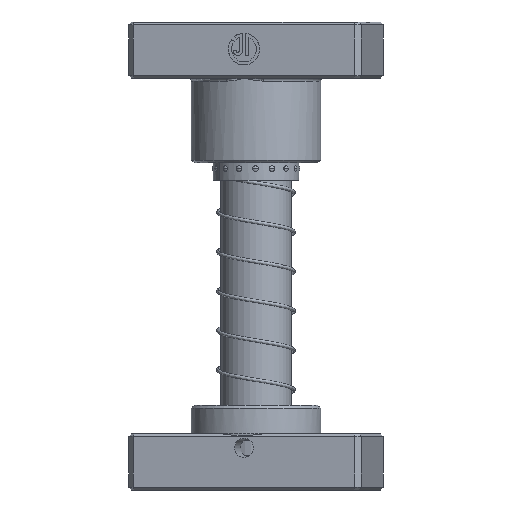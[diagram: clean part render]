
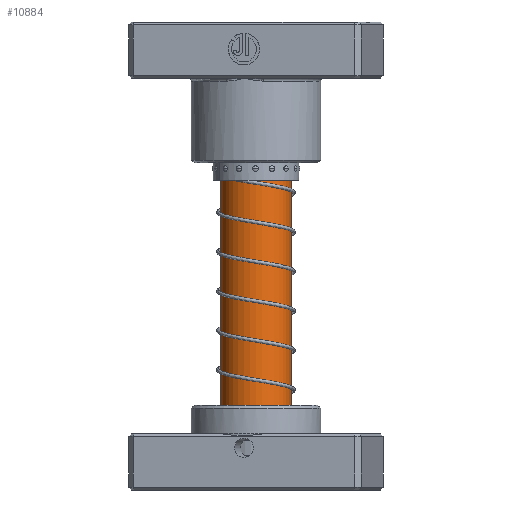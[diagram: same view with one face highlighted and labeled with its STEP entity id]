
A CAD part, front view. The second image highlights one B-rep face of the part: STEP entity #10884.
In plain terms, the highlighted cylindrical face has radius 12.5 mm (diameter 25 mm), a partial arc.
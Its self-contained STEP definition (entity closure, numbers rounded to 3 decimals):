
#2696 = DIRECTION ( 'NONE',  ( 1., 0., 0. ) ) ;
#2749 = VECTOR ( 'NONE', #34712, 1000. ) ;
#3578 = DIRECTION ( 'NONE',  ( 0., 0., -1. ) ) ;
#3680 = FACE_OUTER_BOUND ( 'NONE', #28550, .T. ) ;
#6559 = AXIS2_PLACEMENT_3D ( 'NONE', #15588, #31402, #25045 ) ;
#6700 = VERTEX_POINT ( 'NONE', #28382 ) ;
#7196 = AXIS2_PLACEMENT_3D ( 'NONE', #22193, #3578, #25309 ) ;
#10884 = ADVANCED_FACE ( 'NONE', ( #3680 ), #19269, .T. ) ;
#14029 = ORIENTED_EDGE ( 'NONE', *, *, #19405, .F. ) ;
#15588 = CARTESIAN_POINT ( 'NONE',  ( 0., 0., 140. ) ) ;
#15692 = ORIENTED_EDGE ( 'NONE', *, *, #37284, .F. ) ;
#19269 = CYLINDRICAL_SURFACE ( 'NONE', #6559, 12.5 ) ;
#19405 = EDGE_CURVE ( 'NONE', #6700, #36172, #31942, .T. ) ;
#19987 = EDGE_CURVE ( 'NONE', #39494, #36172, #26536, .T. ) ;
#21311 = DIRECTION ( 'NONE',  ( 0., 0., -1. ) ) ;
#21352 = CIRCLE ( 'NONE', #35768, 12.5 ) ;
#22193 = CARTESIAN_POINT ( 'NONE',  ( 0., 0., 19.25 ) ) ;
#22255 = VERTEX_POINT ( 'NONE', #34458 ) ;
#22995 = VECTOR ( 'NONE', #32740, 1000. ) ;
#25045 = DIRECTION ( 'NONE',  ( -1., 0., 0. ) ) ;
#25309 = DIRECTION ( 'NONE',  ( -1., 0., 0. ) ) ;
#26411 = CARTESIAN_POINT ( 'NONE',  ( 12.5, 0., 140. ) ) ;
#26536 = LINE ( 'NONE', #28645, #2749 ) ;
#28382 = CARTESIAN_POINT ( 'NONE',  ( 12.5, 0., 19.25 ) ) ;
#28550 = EDGE_LOOP ( 'NONE', ( #15692, #35351, #39693, #14029 ) ) ;
#28645 = CARTESIAN_POINT ( 'NONE',  ( -12.5, 0., 140. ) ) ;
#31402 = DIRECTION ( 'NONE',  ( 0., 0., -1. ) ) ;
#31942 = CIRCLE ( 'NONE', #7196, 12.5 ) ;
#32740 = DIRECTION ( 'NONE',  ( 0., 0., -1. ) ) ;
#33504 = CARTESIAN_POINT ( 'NONE',  ( -12.5, 0., 19.25 ) ) ;
#34458 = CARTESIAN_POINT ( 'NONE',  ( 12.5, 0., 137.5 ) ) ;
#34712 = DIRECTION ( 'NONE',  ( 0., 0., -1. ) ) ;
#35118 = EDGE_CURVE ( 'NONE', #22255, #39494, #21352, .T. ) ;
#35351 = ORIENTED_EDGE ( 'NONE', *, *, #35118, .T. ) ;
#35768 = AXIS2_PLACEMENT_3D ( 'NONE', #39885, #21311, #2696 ) ;
#36172 = VERTEX_POINT ( 'NONE', #33504 ) ;
#36239 = CARTESIAN_POINT ( 'NONE',  ( -12.5, 0., 137.5 ) ) ;
#37284 = EDGE_CURVE ( 'NONE', #22255, #6700, #39456, .T. ) ;
#39456 = LINE ( 'NONE', #26411, #22995 ) ;
#39494 = VERTEX_POINT ( 'NONE', #36239 ) ;
#39693 = ORIENTED_EDGE ( 'NONE', *, *, #19987, .T. ) ;
#39885 = CARTESIAN_POINT ( 'NONE',  ( 0., 0., 137.5 ) ) ;
